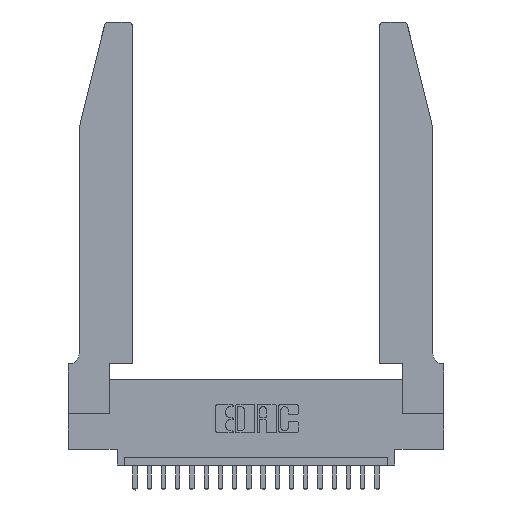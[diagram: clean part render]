
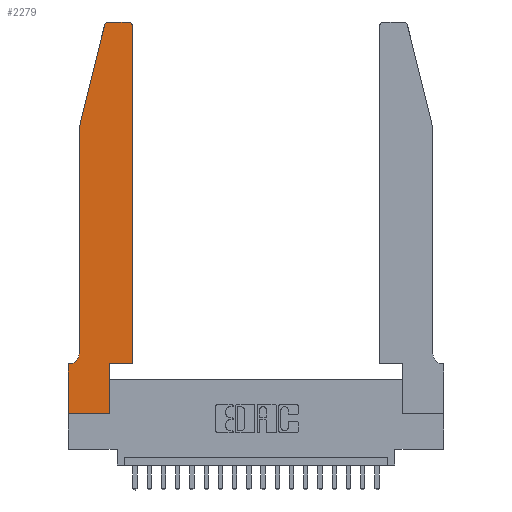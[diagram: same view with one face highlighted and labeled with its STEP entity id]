
A CAD part, top view. The second image highlights one B-rep face of the part: STEP entity #2279.
In plain terms, the highlighted planar face has unit normal (0, 0, 1).
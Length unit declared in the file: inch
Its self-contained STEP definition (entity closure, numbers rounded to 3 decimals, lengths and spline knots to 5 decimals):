
#89 = ORIENTED_EDGE ( 'NONE', *, *, #12562, .T. ) ;
#339 = ORIENTED_EDGE ( 'NONE', *, *, #10905, .T. ) ;
#466 = EDGE_CURVE ( 'NONE', #13734, #9090, #21122, .T. ) ;
#493 = DIRECTION ( 'NONE',  ( 0., 0., 1. ) ) ;
#520 = CARTESIAN_POINT ( 'NONE',  ( 0.4505, 0.35, 0.37 ) ) ;
#743 = DIRECTION ( 'NONE',  ( 0., 1., 0. ) ) ;
#1101 = CARTESIAN_POINT ( 'NONE',  ( 0.0755, 0.42, 0.37 ) ) ;
#2019 = PLANE ( 'NONE',  #6163 ) ;
#2132 = VECTOR ( 'NONE', #7404, 39.37008 ) ;
#2279 = ADVANCED_FACE ( 'NONE', ( #5308 ), #2019, .T. ) ;
#2282 = VECTOR ( 'NONE', #8736, 39.37008 ) ;
#2726 = DIRECTION ( 'NONE',  ( -1., 0., 0. ) ) ;
#2994 = ORIENTED_EDGE ( 'NONE', *, *, #14555, .T. ) ;
#3210 = CARTESIAN_POINT ( 'NONE',  ( 0.4205, 2.75, 0.37 ) ) ;
#3760 = CARTESIAN_POINT ( 'NONE',  ( 0.284, 2.75, 0.37 ) ) ;
#3871 = DIRECTION ( 'NONE',  ( 0., 1., 0. ) ) ;
#4311 = LINE ( 'NONE', #16568, #6142 ) ;
#4721 = EDGE_CURVE ( 'NONE', #9090, #13119, #15704, .T. ) ;
#4788 = CARTESIAN_POINT ( 'NONE',  ( 0.4505, 2.72, 0.37 ) ) ;
#5308 = FACE_OUTER_BOUND ( 'NONE', #8611, .T. ) ;
#5460 = AXIS2_PLACEMENT_3D ( 'NONE', #14708, #7962, #20061 ) ;
#5541 = CARTESIAN_POINT ( 'NONE',  ( 0., 0.35, 0.37 ) ) ;
#5570 = CARTESIAN_POINT ( 'NONE',  ( 0.2865, 0.35, 0.37 ) ) ;
#5594 = VECTOR ( 'NONE', #6099, 39.37008 ) ;
#5631 = VECTOR ( 'NONE', #743, 39.37008 ) ;
#5691 = VERTEX_POINT ( 'NONE', #4788 ) ;
#6099 = DIRECTION ( 'NONE',  ( 0., -1., 0. ) ) ;
#6142 = VECTOR ( 'NONE', #14965, 39.37008 ) ;
#6163 = AXIS2_PLACEMENT_3D ( 'NONE', #5541, #493, #17280 ) ;
#7210 = LINE ( 'NONE', #5570, #5631 ) ;
#7404 = DIRECTION ( 'NONE',  ( 0., -1., 0. ) ) ;
#7578 = DIRECTION ( 'NONE',  ( 1., 0., 0. ) ) ;
#7764 = ORIENTED_EDGE ( 'NONE', *, *, #20372, .T. ) ;
#7962 = DIRECTION ( 'NONE',  ( 0., 0., 1. ) ) ;
#7977 = ORIENTED_EDGE ( 'NONE', *, *, #12748, .T. ) ;
#8155 = VERTEX_POINT ( 'NONE', #13509 ) ;
#8278 = EDGE_CURVE ( 'NONE', #8155, #5691, #21173, .T. ) ;
#8531 = CARTESIAN_POINT ( 'NONE',  ( 0.25487, 2.72718, 0.37 ) ) ;
#8611 = EDGE_LOOP ( 'NONE', ( #13451, #2994, #10423, #20798, #9148, #7764, #14238, #7977, #89, #339, #10114, #21667 ) ) ;
#8736 = DIRECTION ( 'NONE',  ( 1., 0., 0. ) ) ;
#8899 = VERTEX_POINT ( 'NONE', #12034 ) ;
#9090 = VERTEX_POINT ( 'NONE', #1101 ) ;
#9148 = ORIENTED_EDGE ( 'NONE', *, *, #4721, .T. ) ;
#9419 = CARTESIAN_POINT ( 'NONE',  ( 0., 0., 0.37 ) ) ;
#9501 = CARTESIAN_POINT ( 'NONE',  ( 0.0755, 2., 0.37 ) ) ;
#9531 = DIRECTION ( 'NONE',  ( 0., 0., -1. ) ) ;
#9679 = DIRECTION ( 'NONE',  ( -1., 0., 0. ) ) ;
#9791 = CARTESIAN_POINT ( 'NONE',  ( 0.2865, 0.35, 0.37 ) ) ;
#10114 = ORIENTED_EDGE ( 'NONE', *, *, #8278, .T. ) ;
#10268 = CIRCLE ( 'NONE', #5460, 0.03 ) ;
#10279 = AXIS2_PLACEMENT_3D ( 'NONE', #16189, #9531, #9679 ) ;
#10376 = EDGE_CURVE ( 'NONE', #5691, #19599, #19720, .T. ) ;
#10423 = ORIENTED_EDGE ( 'NONE', *, *, #12079, .T. ) ;
#10633 = CARTESIAN_POINT ( 'NONE',  ( 0.4505, 0.35, 0.37 ) ) ;
#10854 = LINE ( 'NONE', #9419, #5594 ) ;
#10905 = EDGE_CURVE ( 'NONE', #15206, #8155, #14391, .T. ) ;
#10968 = CARTESIAN_POINT ( 'NONE',  ( 0.4205, 2.72, 0.37 ) ) ;
#11157 = CARTESIAN_POINT ( 'NONE',  ( 0.0755, 2., 0.37 ) ) ;
#11464 = VECTOR ( 'NONE', #21166, 39.37008 ) ;
#11534 = CARTESIAN_POINT ( 'NONE',  ( 0.2865, 0., 0.37 ) ) ;
#12034 = CARTESIAN_POINT ( 'NONE',  ( 0., 0.35, 0.37 ) ) ;
#12056 = VERTEX_POINT ( 'NONE', #3760 ) ;
#12079 = EDGE_CURVE ( 'NONE', #18698, #13734, #19082, .T. ) ;
#12122 = CARTESIAN_POINT ( 'NONE',  ( 0.0755, 0.35, 0.37 ) ) ;
#12562 = EDGE_CURVE ( 'NONE', #19142, #15206, #7210, .T. ) ;
#12617 = VERTEX_POINT ( 'NONE', #16274 ) ;
#12748 = EDGE_CURVE ( 'NONE', #12617, #19142, #4311, .T. ) ;
#12896 = VECTOR ( 'NONE', #20606, 39.37008 ) ;
#13094 = CARTESIAN_POINT ( 'NONE',  ( 0.2605, 2.75, 0.37 ) ) ;
#13119 = VERTEX_POINT ( 'NONE', #19436 ) ;
#13233 = EDGE_CURVE ( 'NONE', #19599, #12056, #13751, .T. ) ;
#13234 = VECTOR ( 'NONE', #3871, 39.37008 ) ;
#13290 = EDGE_CURVE ( 'NONE', #8899, #12617, #10854, .T. ) ;
#13451 = ORIENTED_EDGE ( 'NONE', *, *, #13233, .T. ) ;
#13509 = CARTESIAN_POINT ( 'NONE',  ( 0.4505, 0.35, 0.37 ) ) ;
#13734 = VERTEX_POINT ( 'NONE', #11157 ) ;
#13751 = LINE ( 'NONE', #13094, #16630 ) ;
#14238 = ORIENTED_EDGE ( 'NONE', *, *, #13290, .T. ) ;
#14391 = LINE ( 'NONE', #520, #2282 ) ;
#14555 = EDGE_CURVE ( 'NONE', #12056, #18698, #10268, .T. ) ;
#14708 = CARTESIAN_POINT ( 'NONE',  ( 0.284, 2.72, 0.37 ) ) ;
#14965 = DIRECTION ( 'NONE',  ( 1., 0., 0. ) ) ;
#15206 = VERTEX_POINT ( 'NONE', #9791 ) ;
#15704 = CIRCLE ( 'NONE', #10279, 0.07 ) ;
#16189 = CARTESIAN_POINT ( 'NONE',  ( 0.0055, 0.42, 0.37 ) ) ;
#16274 = CARTESIAN_POINT ( 'NONE',  ( 0., 0., 0.37 ) ) ;
#16563 = LINE ( 'NONE', #12122, #12896 ) ;
#16568 = CARTESIAN_POINT ( 'NONE',  ( 0., 0., 0.37 ) ) ;
#16630 = VECTOR ( 'NONE', #2726, 39.37008 ) ;
#17280 = DIRECTION ( 'NONE',  ( 1., 0., 0. ) ) ;
#17797 = DIRECTION ( 'NONE',  ( 0., 0., 1. ) ) ;
#17821 = AXIS2_PLACEMENT_3D ( 'NONE', #10968, #17797, #7578 ) ;
#18698 = VERTEX_POINT ( 'NONE', #8531 ) ;
#19082 = LINE ( 'NONE', #9501, #11464 ) ;
#19142 = VERTEX_POINT ( 'NONE', #11534 ) ;
#19436 = CARTESIAN_POINT ( 'NONE',  ( 0.0055, 0.35, 0.37 ) ) ;
#19599 = VERTEX_POINT ( 'NONE', #3210 ) ;
#19720 = CIRCLE ( 'NONE', #17821, 0.03 ) ;
#20061 = DIRECTION ( 'NONE',  ( 1., 0., 0. ) ) ;
#20372 = EDGE_CURVE ( 'NONE', #13119, #8899, #16563, .T. ) ;
#20597 = CARTESIAN_POINT ( 'NONE',  ( 0.0755, 2., 0.37 ) ) ;
#20606 = DIRECTION ( 'NONE',  ( -1., 0., 0. ) ) ;
#20798 = ORIENTED_EDGE ( 'NONE', *, *, #466, .T. ) ;
#21122 = LINE ( 'NONE', #20597, #2132 ) ;
#21166 = DIRECTION ( 'NONE',  ( -0.239, -0.971, 0. ) ) ;
#21173 = LINE ( 'NONE', #10633, #13234 ) ;
#21667 = ORIENTED_EDGE ( 'NONE', *, *, #10376, .T. ) ;
